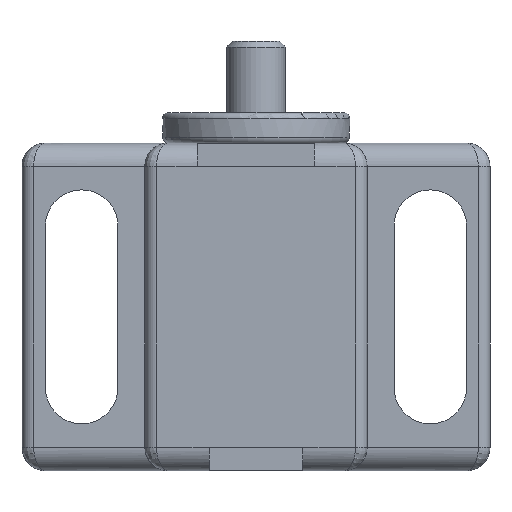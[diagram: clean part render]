
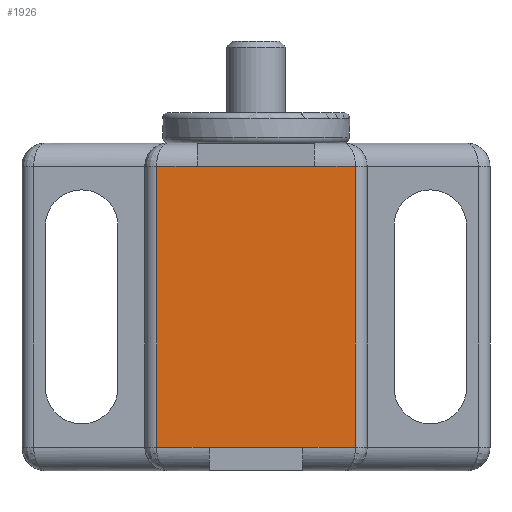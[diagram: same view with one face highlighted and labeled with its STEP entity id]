
A CAD part, front view. The second image highlights one B-rep face of the part: STEP entity #1926.
In plain terms, the highlighted face is planar.
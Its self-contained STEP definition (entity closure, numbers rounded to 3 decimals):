
#214=FACE_OUTER_BOUND('',#337,.T.);
#337=EDGE_LOOP('',(#1506,#1507,#1508,#1509,#1510,#1511,#1512,#1513));
#431=LINE('',#2807,#627);
#446=LINE('',#2867,#642);
#447=LINE('',#2870,#643);
#451=LINE('',#2899,#647);
#462=LINE('',#2947,#658);
#463=LINE('',#2950,#659);
#497=LINE('',#3775,#693);
#502=LINE('',#3805,#698);
#627=VECTOR('',#2229,8.);
#642=VECTOR('',#2268,4.5);
#643=VECTOR('',#2271,4.5);
#647=VECTOR('',#2277,10.);
#658=VECTOR('',#2304,3.5);
#659=VECTOR('',#2307,3.5);
#693=VECTOR('',#2409,24.);
#698=VECTOR('',#2422,24.);
#832=VERTEX_POINT('',#2804);
#833=VERTEX_POINT('',#2806);
#847=VERTEX_POINT('',#2847);
#848=VERTEX_POINT('',#2869);
#852=VERTEX_POINT('',#2896);
#853=VERTEX_POINT('',#2898);
#863=VERTEX_POINT('',#2927);
#864=VERTEX_POINT('',#2949);
#1007=EDGE_CURVE('',#832,#833,#431,.T.);
#1029=EDGE_CURVE('',#847,#832,#446,.T.);
#1030=EDGE_CURVE('',#833,#848,#447,.T.);
#1035=EDGE_CURVE('',#853,#852,#451,.T.);
#1051=EDGE_CURVE('',#852,#863,#462,.T.);
#1052=EDGE_CURVE('',#864,#853,#463,.T.);
#1114=EDGE_CURVE('',#848,#863,#497,.T.);
#1122=EDGE_CURVE('',#847,#864,#502,.T.);
#1506=ORIENTED_EDGE('',*,*,#1122,.T.);
#1507=ORIENTED_EDGE('',*,*,#1052,.T.);
#1508=ORIENTED_EDGE('',*,*,#1035,.T.);
#1509=ORIENTED_EDGE('',*,*,#1051,.T.);
#1510=ORIENTED_EDGE('',*,*,#1114,.F.);
#1511=ORIENTED_EDGE('',*,*,#1030,.F.);
#1512=ORIENTED_EDGE('',*,*,#1007,.F.);
#1513=ORIENTED_EDGE('',*,*,#1029,.F.);
#1829=PLANE('',#2088);
#1926=ADVANCED_FACE('',(#214),#1829,.F.);
#2088=AXIS2_PLACEMENT_3D('',#3868,#2449,#2450);
#2229=DIRECTION('',(-1.,0.,0.));
#2268=DIRECTION('',(-1.,0.,0.));
#2271=DIRECTION('',(-1.,0.,0.));
#2277=DIRECTION('',(-1.,0.,0.));
#2304=DIRECTION('',(-1.,0.,0.));
#2307=DIRECTION('',(-1.,0.,0.));
#2409=DIRECTION('',(0.,1.,0.));
#2422=DIRECTION('',(0.,1.,0.));
#2449=DIRECTION('center_axis',(0.,0.,-1.));
#2450=DIRECTION('ref_axis',(-1.,0.,0.));
#2804=CARTESIAN_POINT('',(-15.,-12.,20.));
#2806=CARTESIAN_POINT('',(-23.,-12.,20.));
#2807=CARTESIAN_POINT('',(-10.5,-12.,20.));
#2847=CARTESIAN_POINT('',(-10.5,-12.,20.));
#2867=CARTESIAN_POINT('',(-10.5,-12.,20.));
#2869=CARTESIAN_POINT('',(-27.5,-12.,20.));
#2870=CARTESIAN_POINT('',(-10.5,-12.,20.));
#2896=CARTESIAN_POINT('',(-24.,12.,20.));
#2898=CARTESIAN_POINT('',(-14.,12.,20.));
#2899=CARTESIAN_POINT('',(-10.5,12.,20.));
#2927=CARTESIAN_POINT('',(-27.5,12.,20.));
#2947=CARTESIAN_POINT('',(-10.5,12.,20.));
#2949=CARTESIAN_POINT('',(-10.5,12.,20.));
#2950=CARTESIAN_POINT('',(-10.5,12.,20.));
#3775=CARTESIAN_POINT('',(-27.5,-12.,20.));
#3805=CARTESIAN_POINT('',(-10.5,-12.,20.));
#3868=CARTESIAN_POINT('Origin',(-10.5,-14.,20.));
